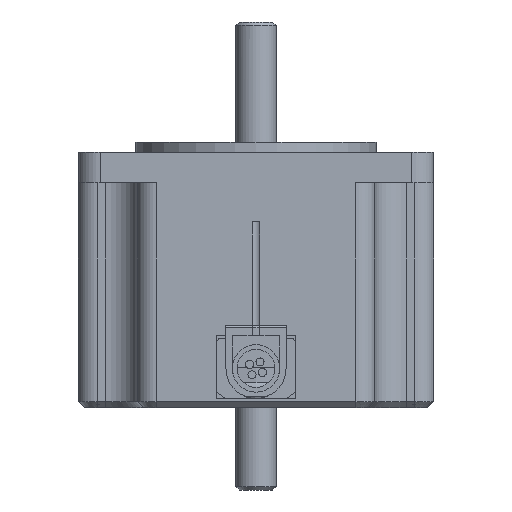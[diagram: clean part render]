
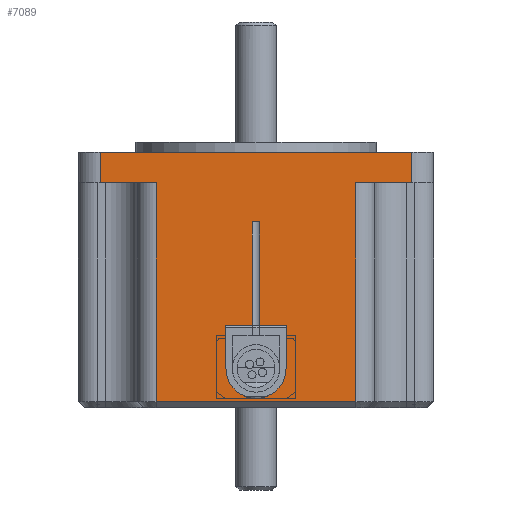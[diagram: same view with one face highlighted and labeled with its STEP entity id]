
A CAD part, front view. The second image highlights one B-rep face of the part: STEP entity #7089.
In plain terms, the highlighted planar face has unit normal (0, -1, 0).
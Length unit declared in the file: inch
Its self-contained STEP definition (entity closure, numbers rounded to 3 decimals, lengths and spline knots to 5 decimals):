
#110=FACE_BOUND('',#1137,.T.);
#366=PLANE('',#7756);
#718=FACE_OUTER_BOUND('',#1136,.T.);
#1136=EDGE_LOOP('',(#5821,#5822,#5823,#5824,#5825,#5826,#5827,#5828));
#1137=EDGE_LOOP('',(#5829,#5830,#5831,#5832,#5833,#5834,#5835,#5836));
#1252=LINE('',#9931,#1844);
#1290=LINE('',#10053,#1882);
#1293=LINE('',#10065,#1885);
#1496=LINE('',#10744,#2088);
#1553=LINE('',#10972,#2145);
#1555=LINE('',#10975,#2147);
#1560=LINE('',#10991,#2152);
#1735=LINE('',#11924,#2327);
#1736=LINE('',#11928,#2328);
#1737=LINE('',#11932,#2329);
#1738=LINE('',#11935,#2330);
#1742=LINE('',#11944,#2334);
#1743=LINE('',#11946,#2335);
#1744=LINE('',#11948,#2336);
#1745=LINE('',#11949,#2337);
#1844=VECTOR('',#7936,0.24409);
#1882=VECTOR('',#8054,0.3937);
#1885=VECTOR('',#8065,0.3937);
#2088=VECTOR('',#8692,1.24409);
#2145=VECTOR('',#8971,0.3937);
#2147=VECTOR('',#8973,0.3937);
#2152=VECTOR('',#8994,0.3937);
#2327=VECTOR('',#9483,0.34646);
#2328=VECTOR('',#9488,0.34646);
#2329=VECTOR('',#9493,0.18898);
#2330=VECTOR('',#9496,0.18898);
#2334=VECTOR('',#9508,1.93701);
#2335=VECTOR('',#9509,0.3937);
#2336=VECTOR('',#9510,0.3937);
#2337=VECTOR('',#9511,1.24409);
#2629=CIRCLE('',#7589,0.187);
#2754=VERTEX_POINT('',#9928);
#2755=VERTEX_POINT('',#9930);
#2798=VERTEX_POINT('',#10051);
#2799=VERTEX_POINT('',#10052);
#2803=VERTEX_POINT('',#10062);
#2804=VERTEX_POINT('',#10064);
#3095=VERTEX_POINT('',#10969);
#3096=VERTEX_POINT('',#10971);
#3097=VERTEX_POINT('',#10973);
#3100=VERTEX_POINT('',#10987);
#3284=VERTEX_POINT('',#11920);
#3286=VERTEX_POINT('',#11926);
#3287=VERTEX_POINT('',#11930);
#3288=VERTEX_POINT('',#11934);
#3290=VERTEX_POINT('',#11945);
#3291=VERTEX_POINT('',#11947);
#3385=EDGE_CURVE('',#2754,#2755,#1252,.T.);
#3444=EDGE_CURVE('',#2798,#2799,#1290,.T.);
#3450=EDGE_CURVE('',#2804,#2803,#1293,.T.);
#3780=EDGE_CURVE('',#2798,#2755,#1496,.T.);
#3884=EDGE_CURVE('',#3095,#3096,#1553,.T.);
#3886=EDGE_CURVE('',#3097,#2803,#1555,.T.);
#3893=EDGE_CURVE('',#3100,#2804,#2629,.T.);
#3895=EDGE_CURVE('',#3095,#3100,#1560,.T.);
#4178=EDGE_CURVE('',#2799,#3284,#1735,.T.);
#4180=EDGE_CURVE('',#3286,#2754,#1736,.T.);
#4182=EDGE_CURVE('',#3286,#3287,#1737,.T.);
#4183=EDGE_CURVE('',#3284,#3288,#1738,.T.);
#4188=EDGE_CURVE('',#3287,#3288,#1742,.T.);
#4189=EDGE_CURVE('',#3290,#3096,#1743,.T.);
#4190=EDGE_CURVE('',#3097,#3291,#1744,.T.);
#4191=EDGE_CURVE('',#3290,#3291,#1745,.T.);
#5821=ORIENTED_EDGE('',*,*,#4182,.T.);
#5822=ORIENTED_EDGE('',*,*,#4188,.T.);
#5823=ORIENTED_EDGE('',*,*,#4183,.F.);
#5824=ORIENTED_EDGE('',*,*,#4178,.F.);
#5825=ORIENTED_EDGE('',*,*,#3444,.F.);
#5826=ORIENTED_EDGE('',*,*,#3780,.T.);
#5827=ORIENTED_EDGE('',*,*,#3385,.F.);
#5828=ORIENTED_EDGE('',*,*,#4180,.F.);
#5829=ORIENTED_EDGE('',*,*,#4189,.T.);
#5830=ORIENTED_EDGE('',*,*,#3884,.F.);
#5831=ORIENTED_EDGE('',*,*,#3895,.T.);
#5832=ORIENTED_EDGE('',*,*,#3893,.T.);
#5833=ORIENTED_EDGE('',*,*,#3450,.T.);
#5834=ORIENTED_EDGE('',*,*,#3886,.F.);
#5835=ORIENTED_EDGE('',*,*,#4190,.T.);
#5836=ORIENTED_EDGE('',*,*,#4191,.F.);
#7089=ADVANCED_FACE('',(#718,#110),#366,.F.);
#7589=AXIS2_PLACEMENT_3D('',#10988,#8989,#8990);
#7756=AXIS2_PLACEMENT_3D('',#11943,#9506,#9507);
#7936=DIRECTION('',(0.,0.,-1.));
#8054=DIRECTION('',(0.,0.,1.));
#8065=DIRECTION('',(0.,0.,1.));
#8692=DIRECTION('',(1.,0.,0.));
#8971=DIRECTION('',(-1.,0.,0.));
#8973=DIRECTION('',(-1.,0.,0.));
#8989=DIRECTION('center_axis',(0.,1.,0.));
#8990=DIRECTION('ref_axis',(1.,0.,0.));
#8994=DIRECTION('',(0.,0.,-1.));
#9483=DIRECTION('',(-1.,0.,0.));
#9488=DIRECTION('',(-1.,0.,0.));
#9493=DIRECTION('',(0.,0.,1.));
#9496=DIRECTION('',(0.,0.,1.));
#9506=DIRECTION('center_axis',(0.,1.,0.));
#9507=DIRECTION('ref_axis',(0.,0.,
1.));
#9508=DIRECTION('',(-1.,0.,0.));
#9509=DIRECTION('',(0.,0.,-1.));
#9510=DIRECTION('',(0.,0.,1.));
#9511=DIRECTION('',(-1.,0.,0.));
#9928=CARTESIAN_POINT('',(0.62205,-1.1063,-0.18898));
#9930=CARTESIAN_POINT('',(0.62205,-1.1063,-1.55118));
#9931=CARTESIAN_POINT('',(0.62205,-1.1063,-0.18898));
#10051=CARTESIAN_POINT('',(-0.62205,-1.1063,-1.55118));
#10052=CARTESIAN_POINT('',(-0.62205,-1.1063,-0.18898));
#10053=CARTESIAN_POINT('',(-0.62205,-1.1063,-0.7874));
#10062=CARTESIAN_POINT('',(-0.187,-1.1063,-1.07873));
#10064=CARTESIAN_POINT('',(-0.187,-1.1063,-1.34449));
#10065=CARTESIAN_POINT('',(-0.187,-1.1063,-1.3248));
#10744=CARTESIAN_POINT('',(-0.62205,-1.1063,-1.55118));
#10969=CARTESIAN_POINT('',(0.187,-1.1063,-1.07873));
#10971=CARTESIAN_POINT('',(0.02362,-1.1063,-1.07873));
#10972=CARTESIAN_POINT('',(0.12303,-1.1063,-1.07873));
#10973=CARTESIAN_POINT('',(-0.02362,-1.1063,-1.07873));
#10975=CARTESIAN_POINT('',(0.12303,-1.1063,-1.07873));
#10987=CARTESIAN_POINT('',(0.187,-1.1063,-1.34449));
#10988=CARTESIAN_POINT('Origin',(0.,-1.1063,
-1.34449));
#10991=CARTESIAN_POINT('',(0.187,-1.1063,-1.19192));
#11920=CARTESIAN_POINT('',(-0.9685,-1.1063,-0.18898));
#11924=CARTESIAN_POINT('',(-0.62205,-1.1063,-0.18898));
#11926=CARTESIAN_POINT('',(0.9685,-1.1063,-0.18898));
#11928=CARTESIAN_POINT('',(0.9685,-1.1063,-0.18898));
#11930=CARTESIAN_POINT('',(0.9685,-1.1063,0.));
#11932=CARTESIAN_POINT('',(0.9685,-1.1063,-0.18898));
#11934=CARTESIAN_POINT('',(-0.9685,-1.1063,0.));
#11935=CARTESIAN_POINT('',(-0.9685,-1.1063,-0.18898));
#11943=CARTESIAN_POINT('Origin',(0.9685,-1.1063,-0.49213));
#11944=CARTESIAN_POINT('',(0.9685,-1.1063,0.));
#11945=CARTESIAN_POINT('',(0.02362,-1.1063,-0.43307));
#11946=CARTESIAN_POINT('',(0.02362,-1.1063,-0.43307));
#11947=CARTESIAN_POINT('',(-0.02362,-1.1063,-0.43307));
#11948=CARTESIAN_POINT('',(-0.02362,-1.1063,-0.43307));
#11949=CARTESIAN_POINT('',(0.62205,-1.1063,-0.43307));
